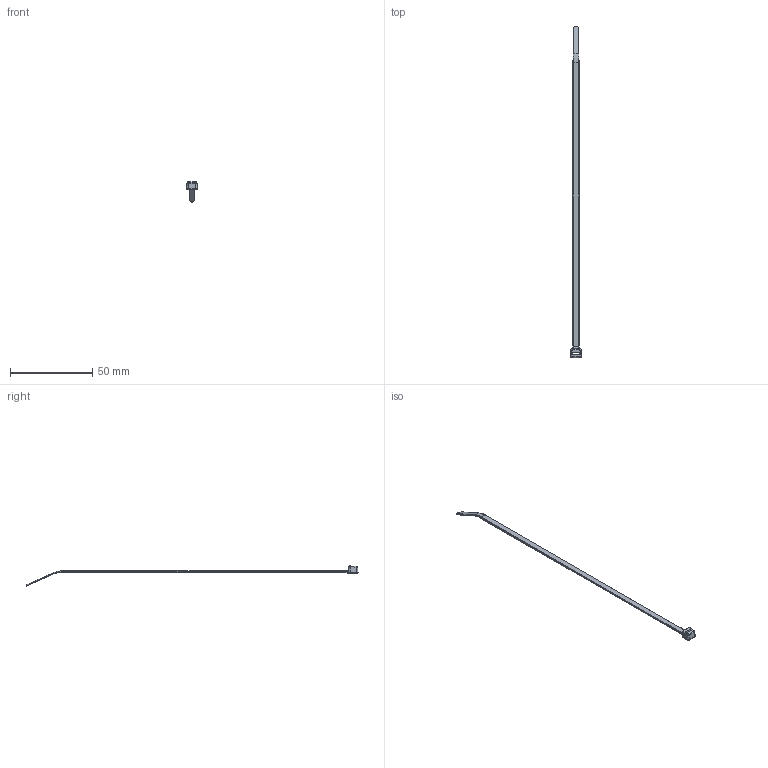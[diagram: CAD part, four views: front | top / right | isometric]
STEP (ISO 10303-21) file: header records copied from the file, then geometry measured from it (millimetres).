
FILE_DESCRIPTION(/* description */ (''),/* implementation_level */ '2;1');
FILE_NAME(/* name */ 'PANDUIT_PLT2I.stp',/* time_stamp */ '2019-12-10T18:11:42-06:00',/* author */ (''),/* organization */ (''),/* preprocessor_version */ 'ST-DEVELOPER v16',/* originating_system */ 'SIEMENS PLM Software NX 11.0',/* authorisation */ '');
FILE_SCHEMA (('AP203_CONFIGURATION_CONTROLLED_3D_DESIGN_OF_MECHANICAL_PARTS_AND_ASSEMBLIES_MIM_LF { 1 0 10303 403 2 1 2}'));
Length unit declared in the file: inch
Products named in the file (1): BWG34A8762Dbe0c
Bounding box: 6.6 x 202.32 x 12.35 mm (x, y, z)
Volume: 890 mm3; surface area: 1978.1 mm2
Topology: 1 solids, 1 shells, 114 faces, 284 edges, 168 vertices
Faces by surface type: plane 38, cylinder 37, bspline 21, torus 11, cone 4, sphere 2, extrusion 1
Entity records: 3852 total; most frequent: CARTESIAN_POINT 1153, ORIENTED_EDGE 560, DIRECTION 533, EDGE_CURVE 280, AXIS2_PLACEMENT_3D 199, VERTEX_POINT 168, VECTOR 135, LINE 134
